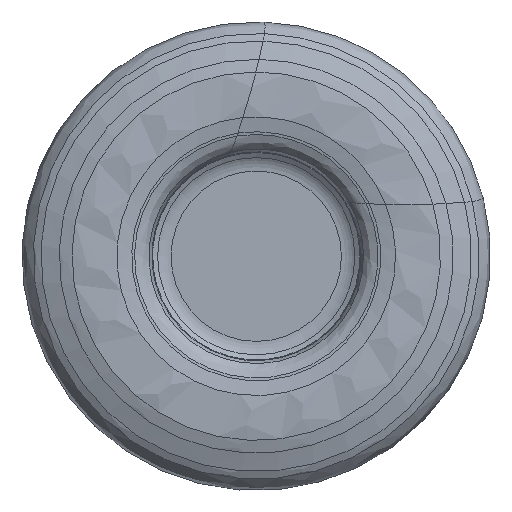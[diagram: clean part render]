
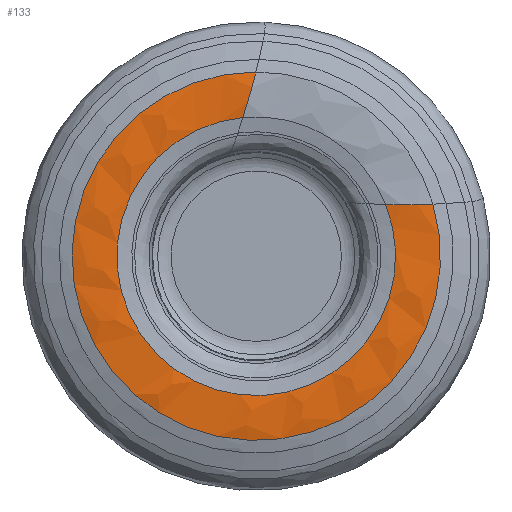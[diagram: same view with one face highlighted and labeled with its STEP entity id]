
A CAD part, left-side view. The second image highlights one B-rep face of the part: STEP entity #133.
In plain terms, the highlighted free-form (B-spline) face has degree [3, 3] with [4, 7] control points.
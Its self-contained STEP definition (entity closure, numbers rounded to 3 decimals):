
#133=ADVANCED_FACE('',(#269),#213,.F.);
#213=(
BOUNDED_SURFACE()
B_SPLINE_SURFACE(3,3,((#1802,#1803,#1804,#1805,#1806,#1807,#1808),(#1809,
#1810,#1811,#1812,#1813,#1814,#1815),(#1816,#1817,#1818,#1819,#1820,#1821,
#1822),(#1823,#1824,#1825,#1826,#1827,#1828,#1829)),.UNSPECIFIED.,.F.,.F.,
 .F.)
B_SPLINE_SURFACE_WITH_KNOTS((4,4),(4,3,4),(0.,1.),(0.,0.5,1.),
 .UNSPECIFIED.)
GEOMETRIC_REPRESENTATION_ITEM()
RATIONAL_B_SPLINE_SURFACE(((1.,0.544,0.544,1.,0.544,
0.544,1.),(0.986,0.537,0.537,
0.986,0.537,0.537,0.986),
(0.986,0.537,0.537,0.986,
0.537,0.537,0.986),(1.,0.544,
0.544,1.,0.544,0.544,1.)))
REPRESENTATION_ITEM('')
SURFACE()
);
#269=FACE_OUTER_BOUND('',#327,.T.);
#327=EDGE_LOOP('',(#573,#574,#575,#576));
#440=CIRCLE('',#1090,5.947);
#441=CIRCLE('',#1091,7.862);
#442=CIRCLE('',#1092,5.);
#443=CIRCLE('',#1093,5.);
#573=ORIENTED_EDGE('',*,*,#909,.F.);
#574=ORIENTED_EDGE('',*,*,#910,.T.);
#575=ORIENTED_EDGE('',*,*,#906,.T.);
#576=ORIENTED_EDGE('',*,*,#911,.T.);
#815=VERTEX_POINT('',#1779);
#816=VERTEX_POINT('',#1780);
#817=VERTEX_POINT('',#1798);
#818=VERTEX_POINT('',#1799);
#906=EDGE_CURVE('',#815,#816,#440,.T.);
#909=EDGE_CURVE('',#817,#818,#441,.T.);
#910=EDGE_CURVE('',#817,#815,#442,.T.);
#911=EDGE_CURVE('',#816,#818,#443,.T.);
#1090=AXIS2_PLACEMENT_3D('',#1778,#1257,#1258);
#1091=AXIS2_PLACEMENT_3D('',#1797,#1261,#1262);
#1092=AXIS2_PLACEMENT_3D('',#1800,#1263,#1264);
#1093=AXIS2_PLACEMENT_3D('',#1801,#1265,#1266);
#1257=DIRECTION('',(1.,0.,0.));
#1258=DIRECTION('',(0.,-0.928,0.372));
#1261=DIRECTION('',(1.,0.,0.));
#1262=DIRECTION('',(0.,-0.959,0.283));
#1263=DIRECTION('',(0.174,0.,-0.985));
#1264=DIRECTION('',(0.985,0.,0.174));
#1265=DIRECTION('',(-0.174,0.945,0.277));
#1266=DIRECTION('',(0.985,0.167,0.049));
#1778=CARTESIAN_POINT('',(0.075,0.,0.));
#1779=CARTESIAN_POINT('',(0.075,-5.52,2.213));
#1780=CARTESIAN_POINT('',(0.075,0.574,5.919));
#1797=CARTESIAN_POINT('',(0.133,0.,0.));
#1798=CARTESIAN_POINT('',(0.133,-7.541,2.223));
#1799=CARTESIAN_POINT('',(0.133,0.017,7.862));
#1800=CARTESIAN_POINT('',(4.924,-6.388,3.068));
#1801=CARTESIAN_POINT('',(4.924,1.151,6.992));
#1802=CARTESIAN_POINT('',(0.075,-5.52,2.213));
#1803=CARTESIAN_POINT('',(0.075,-8.093,-4.204));
#1804=CARTESIAN_POINT('',(0.075,-2.818,-8.673));
#1805=CARTESIAN_POINT('',(0.075,3.09,-5.081));
#1806=CARTESIAN_POINT('',(0.075,8.997,-1.489));
#1807=CARTESIAN_POINT('',(0.075,7.456,5.251));
#1808=CARTESIAN_POINT('',(0.075,0.574,5.919));
#1809=CARTESIAN_POINT('',(-0.042,-6.193,2.193));
#1810=CARTESIAN_POINT('',(-0.042,-8.742,-5.007));
#1811=CARTESIAN_POINT('',(-0.042,-2.717,-9.701));
#1812=CARTESIAN_POINT('',(-0.042,3.641,-5.468));
#1813=CARTESIAN_POINT('',(-0.042,9.998,-1.235));
#1814=CARTESIAN_POINT('',(-0.042,7.992,6.134));
#1815=CARTESIAN_POINT('',(-0.042,0.366,6.559));
#1816=CARTESIAN_POINT('',(-0.023,-6.876,2.196));
#1817=CARTESIAN_POINT('',(-0.023,-9.429,-5.798));
#1818=CARTESIAN_POINT('',(-0.023,-2.652,-10.747));
#1819=CARTESIAN_POINT('',(-0.023,4.185,-5.881));
#1820=CARTESIAN_POINT('',(-0.023,11.022,-1.015));
#1821=CARTESIAN_POINT('',(-0.023,8.566,7.01));
#1822=CARTESIAN_POINT('',(-0.023,0.177,7.216));
#1823=CARTESIAN_POINT('',(0.133,-7.541,2.223));
#1824=CARTESIAN_POINT('',(0.133,-10.126,-6.544));
#1825=CARTESIAN_POINT('',(0.133,-2.625,-11.767));
#1826=CARTESIAN_POINT('',(0.133,4.701,-6.301));
#1827=CARTESIAN_POINT('',(0.133,12.027,-0.836));
#1828=CARTESIAN_POINT('',(0.133,9.157,7.842));
#1829=CARTESIAN_POINT('',(0.133,0.017,7.862));
